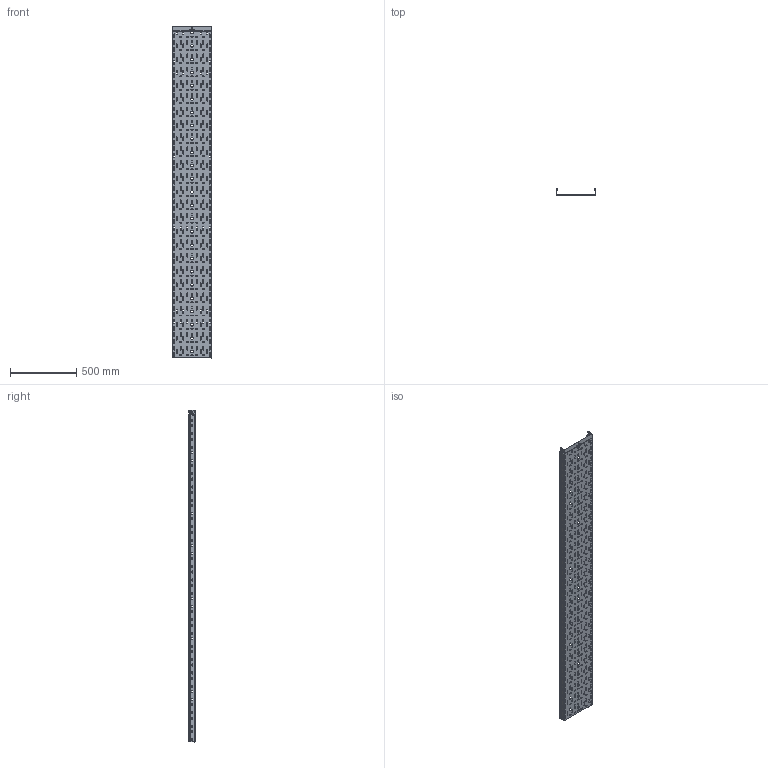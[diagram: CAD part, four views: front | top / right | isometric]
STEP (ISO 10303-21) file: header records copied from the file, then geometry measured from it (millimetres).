
FILE_DESCRIPTION(/* description */ (''),/* implementation_level */ '2;1');
FILE_NAME(/* name */ 'LPplus50x300x1.0x2500.ipt.stp',/* time_stamp */ '2023-05-26T12:32:21+03:00',/* author */ ('Ртищев А.О.'),/* organization */ (''),/* preprocessor_version */ 'ST-DEVELOPER v19.2',/* originating_system */ 'Autodesk Inventor 2023',/* authorisation */ '');
FILE_SCHEMA (('AUTOMOTIVE_DESIGN { 1 0 10303 214 3 1 1 }'));
Products named in the file (1): LPplus
Bounding box: 299.95 x 51.5 x 2500 mm (x, y, z)
Volume: 979761.9 mm3; surface area: 1997424.1 mm2
Topology: 1 solids, 1 shells, 2412 faces, 7162 edges, 4740 vertices
Faces by surface type: cylinder 1209, plane 1171, bspline 32
Full cylindrical faces by diameter (mm): 20 x24
Entity records: 86259 total; most frequent: CARTESIAN_POINT 14653, DIRECTION 14362, ORIENTED_EDGE 14324, EDGE_CURVE 7162, AXIS2_PLACEMENT_3D 4833, VERTEX_POINT 4740, LINE 4696, VECTOR 4696
